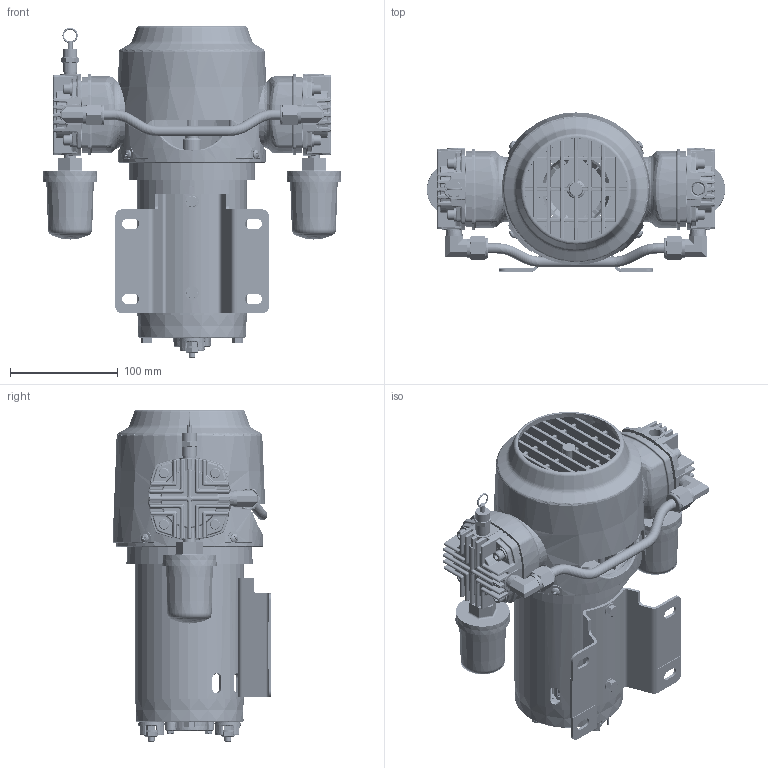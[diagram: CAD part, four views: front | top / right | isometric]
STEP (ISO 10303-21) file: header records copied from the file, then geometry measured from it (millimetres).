
FILE_DESCRIPTION (( 'STEP AP214' ), '1' );
FILE_NAME ('3HBB-19-M322A.STEP', '2025-04-17T10:24:58', ( '' ), ( '' ), 'SwSTEP 2.0', 'SolidWorks 2023', '' );
FILE_SCHEMA (( 'AUTOMOTIVE_DESIGN' ));
Length unit declared in the file: inch
Products named in the file (27): AF508; AF518; AG449-1; AF529; BA503; AF535; 3HBB-19-M322A; AF536B; AF530; AG392B; AF531; BB417D_95345A544; M322A; AF519A; AF510; BB619; B300A; AF537A; AS100G
Assembly tree (39 placements, depth 3):
  3HBB-19-M322A
    M322A
    AG392B
    AF510
    AG449-1
      AF508
      AF518
      AF529
      AF530
      AF531
      AF519A
      BB619  x4
    AF535
    B300A  x2
    BA503  x2
    BB417D_95345A544  x4
    AF510
    AG449-1
      AF508
      AF518
      AF529
      AF530
      AF531
      AF519A
      BB619  x4
    AS100G
    AF537A  x2
    AF536B
Bounding box: 277.6 x 147.84 x 308.8 mm (x, y, z)
Volume: 612170.8 mm3; surface area: 573273.8 mm2
Topology: 42 solids, 127 shells, 4705 faces, 12662 edges, 8034 vertices
Faces by surface type: bspline 1623, cylinder 1259, plane 1194, cone 355, torus 172, sphere 102
Full cylindrical faces by diameter (mm): 1.854 x2, 2.322 x1, 2.464 x3, 2.692 x1, 3.134 x80, 3.454 x4, 4.039 x4, 4.699 x1, 4.826 x16, 5.182 x6, 5.588 x4, 5.7 x8, 5.715 x2, 5.842 x2, 6.35 x15, 6.604 x16, 6.858 x16, 7.112 x12, 7.747 x5, 7.874 x4, 8.001 x2, 8.179 x4, 9.525 x13, 9.652 x2, 9.779 x4, 11.684 x8, 12.7 x11, 13.37 x1, 13.462 x2, 13.97 x4
Entity records: 179736 total; most frequent: CARTESIAN_POINT 90161, ORIENTED_EDGE 19490, DIRECTION 14711, EDGE_CURVE 10454, VERTEX_POINT 6867, AXIS2_PLACEMENT_3D 5707, EDGE_LOOP 4648, FACE_OUTER_BOUND 4198
